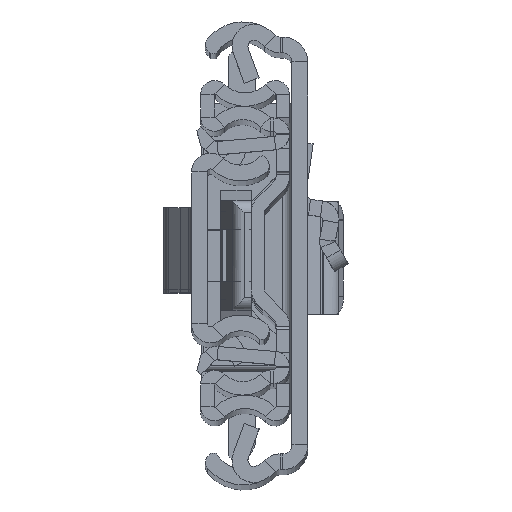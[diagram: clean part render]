
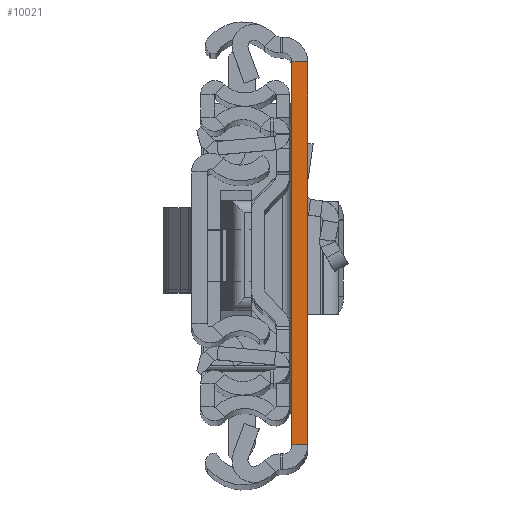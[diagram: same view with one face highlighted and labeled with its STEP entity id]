
A CAD part, top view. The second image highlights one B-rep face of the part: STEP entity #10021.
In plain terms, the highlighted planar face has unit normal (0, 0, 1).
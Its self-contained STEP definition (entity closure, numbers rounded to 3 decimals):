
#799 = DIRECTION ( 'NONE',  ( 0., 0., -1. ) ) ;
#803 = CARTESIAN_POINT ( 'NONE',  ( 2.6, -31.5, 0. ) ) ;
#1177 = CARTESIAN_POINT ( 'NONE',  ( 0., 31.5, 0. ) ) ;
#1596 = DIRECTION ( 'NONE',  ( 1., 0., 0. ) ) ;
#2264 = VERTEX_POINT ( 'NONE', #13312 ) ;
#3877 = VECTOR ( 'NONE', #10750, 1000. ) ;
#5064 = CARTESIAN_POINT ( 'NONE',  ( 2.6, -31.5, 0. ) ) ;
#6383 = ORIENTED_EDGE ( 'NONE', *, *, #7196, .T. ) ;
#6510 = DIRECTION ( 'NONE',  ( 0., 1., 0. ) ) ;
#6696 = DIRECTION ( 'NONE',  ( 0., 1., 0. ) ) ;
#7196 = EDGE_CURVE ( 'NONE', #14775, #8890, #12327, .T. ) ;
#7297 = EDGE_LOOP ( 'NONE', ( #12236, #10287, #6383, #12913 ) ) ;
#7586 = EDGE_CURVE ( 'NONE', #8890, #2264, #17902, .T. ) ;
#8011 = CARTESIAN_POINT ( 'NONE',  ( 2.6, -31.5, 0. ) ) ;
#8379 = VECTOR ( 'NONE', #1596, 1000. ) ;
#8890 = VERTEX_POINT ( 'NONE', #11523 ) ;
#9597 = VECTOR ( 'NONE', #16505, 1000. ) ;
#10021 = ADVANCED_FACE ( 'NONE', ( #12041 ), #15126, .F. ) ;
#10088 = CARTESIAN_POINT ( 'NONE',  ( 2.6, 31.5, 0. ) ) ;
#10287 = ORIENTED_EDGE ( 'NONE', *, *, #13798, .F. ) ;
#10750 = DIRECTION ( 'NONE',  ( 1., 0., 0. ) ) ;
#11523 = CARTESIAN_POINT ( 'NONE',  ( 2.6, -31.5, 0. ) ) ;
#11829 = AXIS2_PLACEMENT_3D ( 'NONE', #8011, #799, #6510 ) ;
#12041 = FACE_OUTER_BOUND ( 'NONE', #7297, .T. ) ;
#12236 = ORIENTED_EDGE ( 'NONE', *, *, #15803, .F. ) ;
#12327 = LINE ( 'NONE', #803, #3877 ) ;
#12913 = ORIENTED_EDGE ( 'NONE', *, *, #7586, .T. ) ;
#13312 = CARTESIAN_POINT ( 'NONE',  ( 2.6, 31.5, 0. ) ) ;
#13798 = EDGE_CURVE ( 'NONE', #14775, #16218, #15223, .T. ) ;
#14775 = VERTEX_POINT ( 'NONE', #17615 ) ;
#15126 = PLANE ( 'NONE',  #11829 ) ;
#15223 = LINE ( 'NONE', #16831, #18493 ) ;
#15803 = EDGE_CURVE ( 'NONE', #16218, #2264, #17223, .T. ) ;
#16218 = VERTEX_POINT ( 'NONE', #1177 ) ;
#16505 = DIRECTION ( 'NONE',  ( 0., 1., 0. ) ) ;
#16831 = CARTESIAN_POINT ( 'NONE',  ( 0., -31.5, 0. ) ) ;
#17223 = LINE ( 'NONE', #10088, #8379 ) ;
#17615 = CARTESIAN_POINT ( 'NONE',  ( 0., -31.5, 0. ) ) ;
#17902 = LINE ( 'NONE', #5064, #9597 ) ;
#18493 = VECTOR ( 'NONE', #6696, 1000. ) ;
